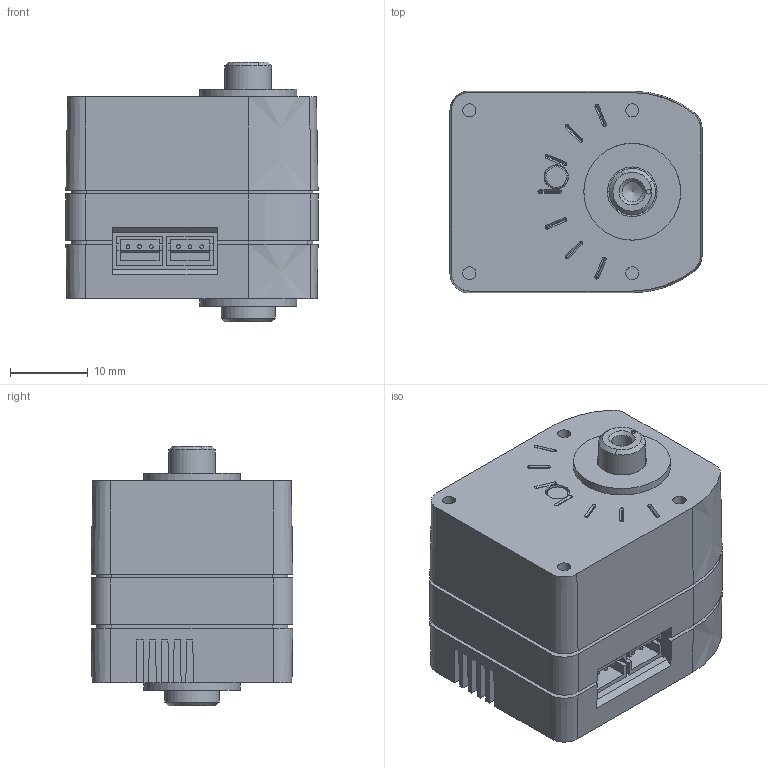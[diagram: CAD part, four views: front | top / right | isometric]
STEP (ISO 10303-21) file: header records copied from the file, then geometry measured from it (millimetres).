
FILE_DESCRIPTION((''),'2;1');
FILE_NAME('TEMP.stp','2017-10-30T16:24:46',(''),(''),'STEP Write','Mastercam X9 ... CNC Software, Inc.','');
FILE_SCHEMA(('AUTOMOTIVE_DESIGN'));
Length unit declared in the file: millimetre
Products named in the file (1): None
Bounding box: 32.5 x 26 x 33.5 mm (x, y, z)
Volume: 21051.7 mm3; surface area: 6978.2 mm2
Topology: 5 solids, 5 shells, 290 faces, 727 edges, 492 vertices
Faces by surface type: plane 188, cone 51, cylinder 43, bspline 6, torus 1, sphere 1
Full cylindrical faces by diameter (mm): 0.5 x6, 0.6 x1, 1.7 x4, 2 x8, 2.2 x1, 2.6 x1, 3 x1, 3.5 x4, 6 x1, 6.4 x1, 7 x1
Entity records: 8397 total; most frequent: CARTESIAN_POINT 1585, DIRECTION 1396, ORIENTED_EDGE 1322, EDGE_CURVE 661, AXIS2_PLACEMENT_3D 471, VERTEX_POINT 467, VECTOR 454, LINE 454
